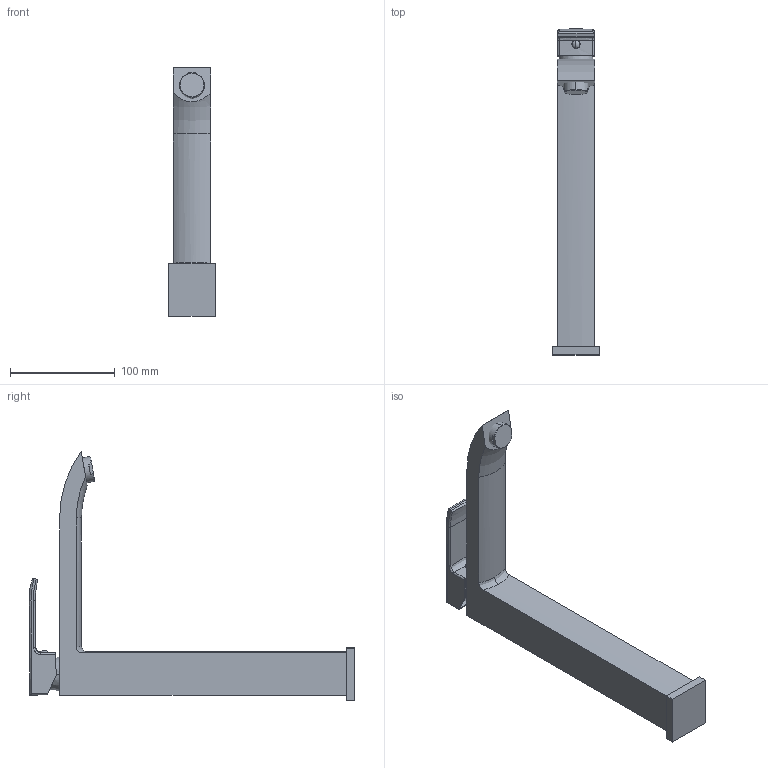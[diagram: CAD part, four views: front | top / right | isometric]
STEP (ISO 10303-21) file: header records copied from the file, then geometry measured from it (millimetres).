
FILE_DESCRIPTION((''),'2;1');
FILE_NAME('LES081CR','2021-11-02T14:49:06',('ut3'),('PAFFONI SpA'),'CREO PARAMETRIC BY PTC INC, 2020044','CREO PARAMETRIC BY PTC INC, 2020044','');
FILE_SCHEMA(('CONFIG_CONTROL_DESIGN','SHAPE_APPEARANCE_LAYERS_GROUPS'));
Length unit declared in the file: millimetre
Products named in the file (1): LES081CR
Bounding box: 45 x 310.99 x 237.27 mm (x, y, z)
Surface area: 85838.8 mm2 (no closed solid volume)
Topology: 0 solids, 11 shells, 83 faces, 250 edges, 169 vertices
Faces by surface type: plane 32, cylinder 29, bspline 10, torus 6, cone 4, sphere 2
Entity records: 4137 total; most frequent: CARTESIAN_POINT 1380, ORIENTED_EDGE 408, DIRECTION 397, EDGE_CURVE 248, VERTEX_POINT 169, AXIS2_PLACEMENT_3D 138, VECTOR 121, LINE 121
